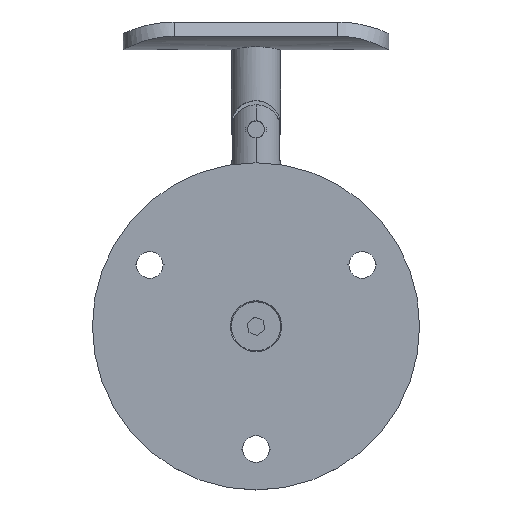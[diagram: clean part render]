
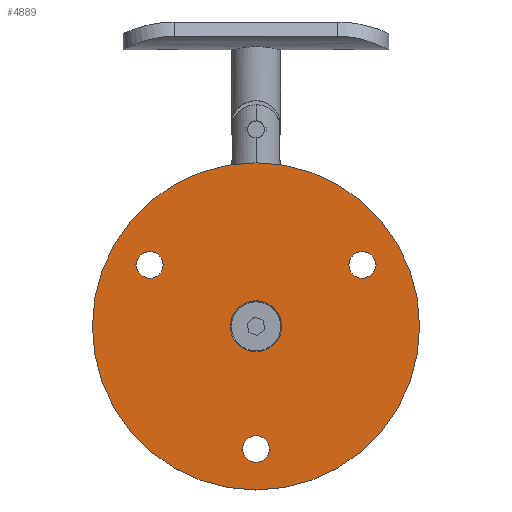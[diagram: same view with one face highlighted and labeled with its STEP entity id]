
A CAD part, top view. The second image highlights one B-rep face of the part: STEP entity #4889.
In plain terms, the highlighted planar face has unit normal (0, 0, 1).
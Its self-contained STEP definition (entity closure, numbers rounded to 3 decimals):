
#151 = EDGE_LOOP ( 'NONE', ( #2329, #5189 ) ) ;
#164 = CARTESIAN_POINT ( 'NONE',  ( 0., 0., 4. ) ) ;
#168 = EDGE_CURVE ( 'NONE', #347, #233, #2952, .T. ) ;
#226 = PLANE ( 'NONE',  #5498 ) ;
#233 = VERTEX_POINT ( 'NONE', #4843 ) ;
#242 = DIRECTION ( 'NONE',  ( 0., 0., 1. ) ) ;
#347 = VERTEX_POINT ( 'NONE', #1454 ) ;
#388 = ORIENTED_EDGE ( 'NONE', *, *, #2130, .F. ) ;
#489 = DIRECTION ( 'NONE',  ( 0., 0., 1. ) ) ;
#607 = EDGE_LOOP ( 'NONE', ( #3271, #388 ) ) ;
#637 = ORIENTED_EDGE ( 'NONE', *, *, #3718, .F. ) ;
#687 = AXIS2_PLACEMENT_3D ( 'NONE', #3058, #3950, #4396 ) ;
#932 = CARTESIAN_POINT ( 'NONE',  ( 0., 0., 4. ) ) ;
#940 = FACE_OUTER_BOUND ( 'NONE', #5426, .T. ) ;
#964 = CARTESIAN_POINT ( 'NONE',  ( -3.25, -30., 4. ) ) ;
#1030 = DIRECTION ( 'NONE',  ( 0., 0., 1. ) ) ;
#1082 = AXIS2_PLACEMENT_3D ( 'NONE', #5143, #1030, #1494 ) ;
#1153 = CARTESIAN_POINT ( 'NONE',  ( 0., -30., 4. ) ) ;
#1171 = CARTESIAN_POINT ( 'NONE',  ( 29.231, 15., 4. ) ) ;
#1265 = DIRECTION ( 'NONE',  ( 0., 0., 1. ) ) ;
#1428 = CIRCLE ( 'NONE', #1466, 3.25 ) ;
#1440 = CARTESIAN_POINT ( 'NONE',  ( 0., 0., 4. ) ) ;
#1454 = CARTESIAN_POINT ( 'NONE',  ( -29.231, 15., 4. ) ) ;
#1465 = VERTEX_POINT ( 'NONE', #1726 ) ;
#1466 = AXIS2_PLACEMENT_3D ( 'NONE', #3360, #5049, #2800 ) ;
#1470 = ORIENTED_EDGE ( 'NONE', *, *, #4882, .F. ) ;
#1494 = DIRECTION ( 'NONE',  ( 1., 0., 0. ) ) ;
#1563 = EDGE_CURVE ( 'NONE', #3643, #5751, #4759, .T. ) ;
#1573 = CARTESIAN_POINT ( 'NONE',  ( 6.25, 0., 4. ) ) ;
#1687 = CARTESIAN_POINT ( 'NONE',  ( 0., -30., 4. ) ) ;
#1726 = CARTESIAN_POINT ( 'NONE',  ( 40., 0., 4. ) ) ;
#1761 = EDGE_CURVE ( 'NONE', #1465, #3264, #5559, .T. ) ;
#1780 = CARTESIAN_POINT ( 'NONE',  ( 0., 0., 4. ) ) ;
#1968 = CARTESIAN_POINT ( 'NONE',  ( 22.731, 15., 4. ) ) ;
#2001 = CIRCLE ( 'NONE', #5810, 3.25 ) ;
#2025 = AXIS2_PLACEMENT_3D ( 'NONE', #4461, #1265, #3975 ) ;
#2107 = AXIS2_PLACEMENT_3D ( 'NONE', #932, #489, #2678 ) ;
#2130 = EDGE_CURVE ( 'NONE', #233, #347, #3997, .T. ) ;
#2291 = FACE_BOUND ( 'NONE', #607, .T. ) ;
#2329 = ORIENTED_EDGE ( 'NONE', *, *, #5077, .F. ) ;
#2360 = VERTEX_POINT ( 'NONE', #4734 ) ;
#2361 = AXIS2_PLACEMENT_3D ( 'NONE', #1687, #3888, #3021 ) ;
#2530 = EDGE_CURVE ( 'NONE', #3264, #1465, #3873, .T. ) ;
#2678 = DIRECTION ( 'NONE',  ( 1., 0., 0. ) ) ;
#2753 = AXIS2_PLACEMENT_3D ( 'NONE', #1780, #3126, #4001 ) ;
#2800 = DIRECTION ( 'NONE',  ( 1., 0., 0. ) ) ;
#2948 = DIRECTION ( 'NONE',  ( 0., 0., 1. ) ) ;
#2952 = CIRCLE ( 'NONE', #2025, 3.25 ) ;
#3021 = DIRECTION ( 'NONE',  ( 1., 0., 0. ) ) ;
#3058 = CARTESIAN_POINT ( 'NONE',  ( -25.981, 15., 4. ) ) ;
#3088 = EDGE_CURVE ( 'NONE', #5673, #3315, #3916, .T. ) ;
#3126 = DIRECTION ( 'NONE',  ( 0., 0., 1. ) ) ;
#3175 = AXIS2_PLACEMENT_3D ( 'NONE', #1440, #5486, #4113 ) ;
#3222 = FACE_BOUND ( 'NONE', #5651, .T. ) ;
#3264 = VERTEX_POINT ( 'NONE', #4063 ) ;
#3271 = ORIENTED_EDGE ( 'NONE', *, *, #168, .F. ) ;
#3315 = VERTEX_POINT ( 'NONE', #964 ) ;
#3360 = CARTESIAN_POINT ( 'NONE',  ( 25.981, 15., 4. ) ) ;
#3382 = DIRECTION ( 'NONE',  ( 1., 0., 0. ) ) ;
#3437 = CIRCLE ( 'NONE', #2753, 6.25 ) ;
#3643 = VERTEX_POINT ( 'NONE', #1968 ) ;
#3718 = EDGE_CURVE ( 'NONE', #5019, #2360, #5321, .T. ) ;
#3853 = ORIENTED_EDGE ( 'NONE', *, *, #1761, .T. ) ;
#3873 = CIRCLE ( 'NONE', #3175, 40. ) ;
#3888 = DIRECTION ( 'NONE',  ( 0., 0., 1. ) ) ;
#3891 = DIRECTION ( 'NONE',  ( 1., 0., 0. ) ) ;
#3916 = CIRCLE ( 'NONE', #2361, 3.25 ) ;
#3950 = DIRECTION ( 'NONE',  ( 0., 0., 1. ) ) ;
#3975 = DIRECTION ( 'NONE',  ( 1., 0., 0. ) ) ;
#3997 = CIRCLE ( 'NONE', #687, 3.25 ) ;
#4001 = DIRECTION ( 'NONE',  ( 1., 0., 0. ) ) ;
#4063 = CARTESIAN_POINT ( 'NONE',  ( -40., 0., 4. ) ) ;
#4113 = DIRECTION ( 'NONE',  ( 1., 0., 0. ) ) ;
#4134 = CARTESIAN_POINT ( 'NONE',  ( 25.981, 15., 4. ) ) ;
#4137 = EDGE_LOOP ( 'NONE', ( #5251, #1470 ) ) ;
#4396 = DIRECTION ( 'NONE',  ( 1., 0., 0. ) ) ;
#4461 = CARTESIAN_POINT ( 'NONE',  ( -25.981, 15., 4. ) ) ;
#4615 = FACE_BOUND ( 'NONE', #4137, .T. ) ;
#4617 = DIRECTION ( 'NONE',  ( 0., 0., 1. ) ) ;
#4690 = EDGE_CURVE ( 'NONE', #2360, #5019, #3437, .T. ) ;
#4707 = AXIS2_PLACEMENT_3D ( 'NONE', #4134, #4617, #5009 ) ;
#4734 = CARTESIAN_POINT ( 'NONE',  ( -6.25, 0., 4. ) ) ;
#4748 = ORIENTED_EDGE ( 'NONE', *, *, #2530, .T. ) ;
#4759 = CIRCLE ( 'NONE', #4707, 3.25 ) ;
#4827 = FACE_BOUND ( 'NONE', #151, .T. ) ;
#4843 = CARTESIAN_POINT ( 'NONE',  ( -22.731, 15., 4. ) ) ;
#4882 = EDGE_CURVE ( 'NONE', #5751, #3643, #1428, .T. ) ;
#4889 = ADVANCED_FACE ( 'NONE', ( #2291, #3222, #940, #4827, #4615 ), #226, .T. ) ;
#5009 = DIRECTION ( 'NONE',  ( 1., 0., 0. ) ) ;
#5019 = VERTEX_POINT ( 'NONE', #1573 ) ;
#5049 = DIRECTION ( 'NONE',  ( 0., 0., 1. ) ) ;
#5077 = EDGE_CURVE ( 'NONE', #3315, #5673, #2001, .T. ) ;
#5143 = CARTESIAN_POINT ( 'NONE',  ( 0., 0., 4. ) ) ;
#5189 = ORIENTED_EDGE ( 'NONE', *, *, #3088, .F. ) ;
#5251 = ORIENTED_EDGE ( 'NONE', *, *, #1563, .F. ) ;
#5321 = CIRCLE ( 'NONE', #1082, 6.25 ) ;
#5426 = EDGE_LOOP ( 'NONE', ( #4748, #3853 ) ) ;
#5486 = DIRECTION ( 'NONE',  ( 0., 0., 1. ) ) ;
#5498 = AXIS2_PLACEMENT_3D ( 'NONE', #164, #2948, #3382 ) ;
#5517 = ORIENTED_EDGE ( 'NONE', *, *, #4690, .F. ) ;
#5559 = CIRCLE ( 'NONE', #2107, 40. ) ;
#5599 = CARTESIAN_POINT ( 'NONE',  ( 3.25, -30., 4. ) ) ;
#5651 = EDGE_LOOP ( 'NONE', ( #637, #5517 ) ) ;
#5673 = VERTEX_POINT ( 'NONE', #5599 ) ;
#5751 = VERTEX_POINT ( 'NONE', #1171 ) ;
#5810 = AXIS2_PLACEMENT_3D ( 'NONE', #1153, #242, #3891 ) ;
